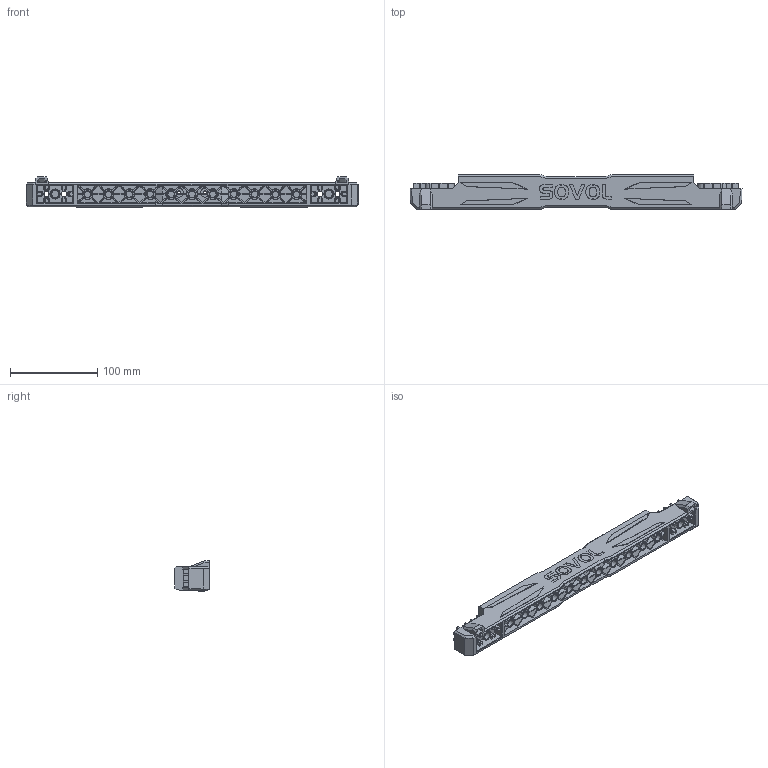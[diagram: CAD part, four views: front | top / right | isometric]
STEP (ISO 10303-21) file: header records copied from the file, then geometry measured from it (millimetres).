
FILE_DESCRIPTION (( 'STEP AP214' ), '1' );
FILE_NAME ('JXHSV06-02005-d Gantry beam.step', '2023-01-05T07:13:14', ( '微软用户' ), ( '微软中国' ), 'SwSTEP 2.0', 'SolidWorks 2020', '' );
FILE_SCHEMA (( 'AUTOMOTIVE_DESIGN' ));
Length unit declared in the file: millimetre
Products named in the file (1): JXHSV06-02005-d Gantry beam
Bounding box: 380 x 40 x 35.09 mm (x, y, z)
Volume: 187665.1 mm3; surface area: 139750.8 mm2
Topology: 1 solids, 1 shells, 1186 faces, 3204 edges, 2092 vertices
Faces by surface type: plane 772, cone 194, bspline 146, cylinder 66, sphere 8
Entity records: 38794 total; most frequent: CARTESIAN_POINT 10103, ORIENTED_EDGE 6392, DIRECTION 5174, EDGE_CURVE 3196, VECTOR 2224, LINE 2224, VERTEX_POINT 2088, AXIS2_PLACEMENT_3D 1475
